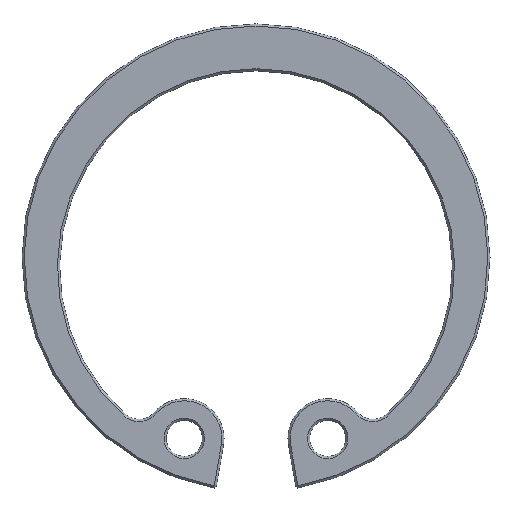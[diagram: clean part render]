
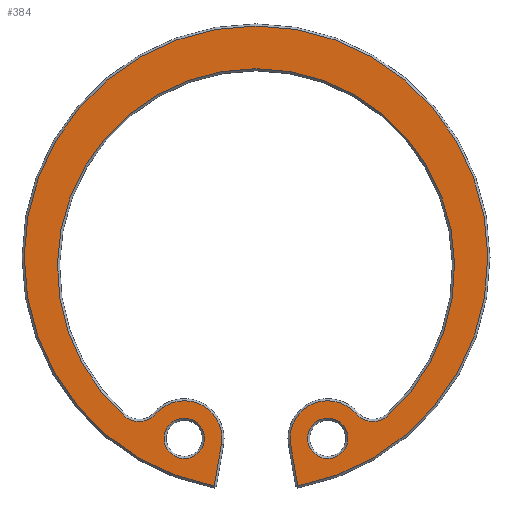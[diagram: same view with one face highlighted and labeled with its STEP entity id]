
A CAD part, top view. The second image highlights one B-rep face of the part: STEP entity #384.
In plain terms, the highlighted planar face has unit normal (0, 0, 1).
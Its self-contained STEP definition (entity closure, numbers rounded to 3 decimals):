
#125 = VERTEX_POINT('',#126);
#126 = CARTESIAN_POINT('',(2.311,-12.606,0.6));
#134 = VERTEX_POINT('',#135);
#135 = CARTESIAN_POINT('',(2.328,-12.617,0.6));
#142 = EDGE_CURVE('',#125,#134,#143,.T.);
#143 = LINE('',#144,#145);
#144 = CARTESIAN_POINT('',(2.265,-12.578,0.6));
#145 = VECTOR('',#146,1.);
#146 = DIRECTION('',(0.846,-0.533,0.));
#216 = VERTEX_POINT('',#217);
#217 = CARTESIAN_POINT('',(1.918,-10.347,0.6));
#223 = EDGE_CURVE('',#125,#216,#224,.T.);
#224 = LINE('',#225,#226);
#225 = CARTESIAN_POINT('',(2.32,-12.659,0.6));
#226 = VECTOR('',#227,1.);
#227 = DIRECTION('',(-0.171,0.985,0.));
#384 = ADVANCED_FACE('',(#385,#457,#468),#479,.T.);
#385 = FACE_BOUND('',#386,.T.);
#386 = EDGE_LOOP('',(#387,#388,#397,#405,#413,#422,#431,#440,#449,#456)
  );
#387 = ORIENTED_EDGE('',*,*,#142,.T.);
#388 = ORIENTED_EDGE('',*,*,#389,.T.);
#389 = EDGE_CURVE('',#134,#390,#392,.T.);
#390 = VERTEX_POINT('',#391);
#391 = CARTESIAN_POINT('',(-2.328,-12.617,0.6));
#392 = CIRCLE('',#393,12.83);
#393 = AXIS2_PLACEMENT_3D('',#394,#395,#396);
#394 = CARTESIAN_POINT('',(0.,0.,0.6));
#395 = DIRECTION('',(-0.,0.,1.));
#396 = DIRECTION('',(0.178,-0.984,0.));
#397 = ORIENTED_EDGE('',*,*,#398,.T.);
#398 = EDGE_CURVE('',#390,#399,#401,.T.);
#399 = VERTEX_POINT('',#400);
#400 = CARTESIAN_POINT('',(-2.311,-12.606,0.6));
#401 = LINE('',#402,#403);
#402 = CARTESIAN_POINT('',(-2.367,-12.642,0.6));
#403 = VECTOR('',#404,1.);
#404 = DIRECTION('',(0.846,0.533,0.));
#405 = ORIENTED_EDGE('',*,*,#406,.F.);
#406 = EDGE_CURVE('',#407,#399,#409,.T.);
#407 = VERTEX_POINT('',#408);
#408 = CARTESIAN_POINT('',(-1.918,-10.347,0.6));
#409 = LINE('',#410,#411);
#410 = CARTESIAN_POINT('',(-1.918,-10.347,0.6));
#411 = VECTOR('',#412,1.);
#412 = DIRECTION('',(-0.171,-0.985,0.));
#413 = ORIENTED_EDGE('',*,*,#414,.F.);
#414 = EDGE_CURVE('',#415,#407,#417,.T.);
#415 = VERTEX_POINT('',#416);
#416 = CARTESIAN_POINT('',(-5.545,-8.635,0.6));
#417 = CIRCLE('',#418,2.08);
#418 = AXIS2_PLACEMENT_3D('',#419,#420,#421);
#419 = CARTESIAN_POINT('',(-3.968,-9.991,0.6));
#420 = DIRECTION('',(0.,0.,-1.));
#421 = DIRECTION('',(-0.758,0.652,0.));
#422 = ORIENTED_EDGE('',*,*,#423,.F.);
#423 = EDGE_CURVE('',#424,#415,#426,.T.);
#424 = VERTEX_POINT('',#425);
#425 = CARTESIAN_POINT('',(-7.278,-8.754,0.6));
#426 = CIRCLE('',#427,1.22);
#427 = AXIS2_PLACEMENT_3D('',#428,#429,#430);
#428 = CARTESIAN_POINT('',(-6.47,-7.84,0.6));
#429 = DIRECTION('',(0.,0.,1.));
#430 = DIRECTION('',(-0.662,-0.749,0.));
#431 = ORIENTED_EDGE('',*,*,#432,.F.);
#432 = EDGE_CURVE('',#433,#424,#435,.T.);
#433 = VERTEX_POINT('',#434);
#434 = CARTESIAN_POINT('',(7.278,-8.754,0.6));
#435 = CIRCLE('',#436,10.99);
#436 = AXIS2_PLACEMENT_3D('',#437,#438,#439);
#437 = CARTESIAN_POINT('',(0.,-0.52,0.6));
#438 = DIRECTION('',(-0.,0.,1.));
#439 = DIRECTION('',(0.662,-0.749,0.));
#440 = ORIENTED_EDGE('',*,*,#441,.F.);
#441 = EDGE_CURVE('',#442,#433,#444,.T.);
#442 = VERTEX_POINT('',#443);
#443 = CARTESIAN_POINT('',(5.545,-8.635,0.6));
#444 = CIRCLE('',#445,1.22);
#445 = AXIS2_PLACEMENT_3D('',#446,#447,#448);
#446 = CARTESIAN_POINT('',(6.47,-7.84,0.6));
#447 = DIRECTION('',(0.,0.,1.));
#448 = DIRECTION('',(-0.758,-0.652,0.));
#449 = ORIENTED_EDGE('',*,*,#450,.F.);
#450 = EDGE_CURVE('',#216,#442,#451,.T.);
#451 = CIRCLE('',#452,2.08);
#452 = AXIS2_PLACEMENT_3D('',#453,#454,#455);
#453 = CARTESIAN_POINT('',(3.968,-9.991,0.6));
#454 = DIRECTION('',(-0.,0.,-1.));
#455 = DIRECTION('',(-0.985,-0.171,0.));
#456 = ORIENTED_EDGE('',*,*,#223,.F.);
#457 = FACE_BOUND('',#458,.T.);
#458 = EDGE_LOOP('',(#459));
#459 = ORIENTED_EDGE('',*,*,#460,.F.);
#460 = EDGE_CURVE('',#461,#461,#463,.T.);
#461 = VERTEX_POINT('',#462);
#462 = CARTESIAN_POINT('',(5.088,-9.991,0.6));
#463 = CIRCLE('',#464,1.12);
#464 = AXIS2_PLACEMENT_3D('',#465,#466,#467);
#465 = CARTESIAN_POINT('',(3.968,-9.991,0.6));
#466 = DIRECTION('',(0.,0.,1.));
#467 = DIRECTION('',(1.,0.,-0.));
#468 = FACE_BOUND('',#469,.T.);
#469 = EDGE_LOOP('',(#470));
#470 = ORIENTED_EDGE('',*,*,#471,.F.);
#471 = EDGE_CURVE('',#472,#472,#474,.T.);
#472 = VERTEX_POINT('',#473);
#473 = CARTESIAN_POINT('',(-2.848,-9.991,0.6));
#474 = CIRCLE('',#475,1.12);
#475 = AXIS2_PLACEMENT_3D('',#476,#477,#478);
#476 = CARTESIAN_POINT('',(-3.968,-9.991,0.6));
#477 = DIRECTION('',(0.,0.,1.));
#478 = DIRECTION('',(1.,0.,-0.));
#479 = PLANE('',#480);
#480 = AXIS2_PLACEMENT_3D('',#481,#482,#483);
#481 = CARTESIAN_POINT('',(0.,-0.505,0.6));
#482 = DIRECTION('',(0.,0.,1.));
#483 = DIRECTION('',(1.,0.,-0.));
